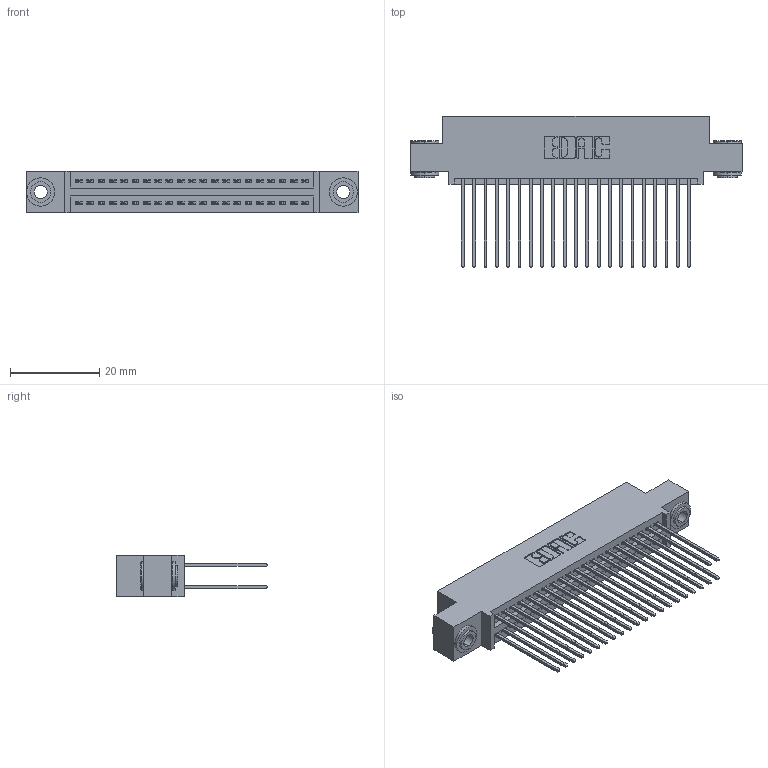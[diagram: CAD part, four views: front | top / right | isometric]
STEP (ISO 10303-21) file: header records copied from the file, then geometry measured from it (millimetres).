
FILE_DESCRIPTION (( 'STEP AP203' ), '1' );
FILE_NAME ('345-042-541-503.STEP', '2019-10-28T20:13:38', ( '' ), ( '' ), 'SwSTEP 2.0', 'SolidWorks 2016', '' );
FILE_SCHEMA (( 'CONFIG_CONTROL_DESIGN' ));
Length unit declared in the file: inch
Products named in the file (4): 345-292-001_345-293-141; 345-042-541-503; 345 Part_0.110 Offset - 0.156 Dia-TH; 345-250-002_345-250-002-102
Assembly tree (45 placements, depth 2):
  345-042-541-503
    345 Part_0.110 Offset - 0.156 Dia-TH
    345-292-001_345-293-141  x42
    345-250-002_345-250-002-102  x2
Bounding box: 74.55 x 33.96 x 9.4 mm (x, y, z)
Volume: 7233.8 mm3; surface area: 11716.5 mm2
Topology: 45 solids, 45 shells, 2268 faces, 6687 edges, 4398 vertices
Faces by surface type: plane 1480, cylinder 780, cone 8
Entity records: 20104 total; most frequent: CARTESIAN_POINT 3367, ORIENTED_EDGE 3294, DIRECTION 3025, EDGE_CURVE 1647, VECTOR 1407, LINE 1407, VERTEX_POINT 1094, AXIS2_PLACEMENT_3D 809
